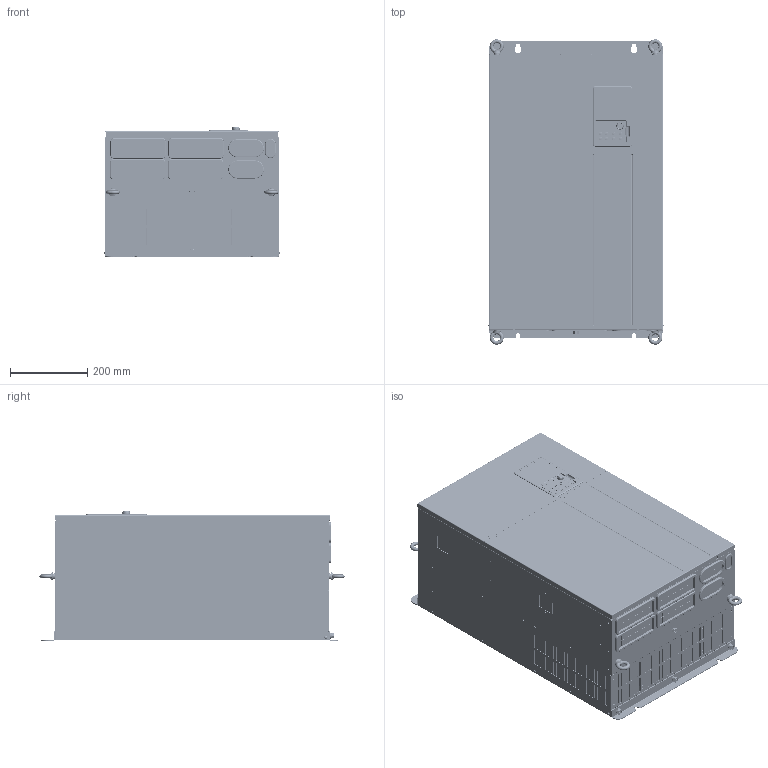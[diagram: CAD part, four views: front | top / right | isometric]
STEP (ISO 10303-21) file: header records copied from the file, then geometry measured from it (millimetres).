
FILE_DESCRIPTION (( 'STEP AP214' ), '1' );
FILE_NAME ('FC-430-J_1.STEP', '2025-04-07T12:34:06', ( '' ), ( '' ), 'SwSTEP 2.0', 'SolidWorks 2023', '' );
FILE_SCHEMA (( 'AUTOMOTIVE_DESIGN' ));
Products named in the file (1): FC-430-J_1
Bounding box: 453.27 x 790 x 335.65 mm (x, y, z)
Volume: 99281044.8 mm3; surface area: 3087608.1 mm2
Topology: 1 solids, 23 shells, 6880 faces, 17892 edges, 11254 vertices
Faces by surface type: plane 3205, cylinder 2272, torus 754, bspline 343, sphere 177, cone 129
Entity records: 229580 total; most frequent: CARTESIAN_POINT 59553, DIRECTION 35689, ORIENTED_EDGE 35634, EDGE_CURVE 17817, AXIS2_PLACEMENT_3D 12828, VERTEX_POINT 11246, VECTOR 10033, LINE 10033
